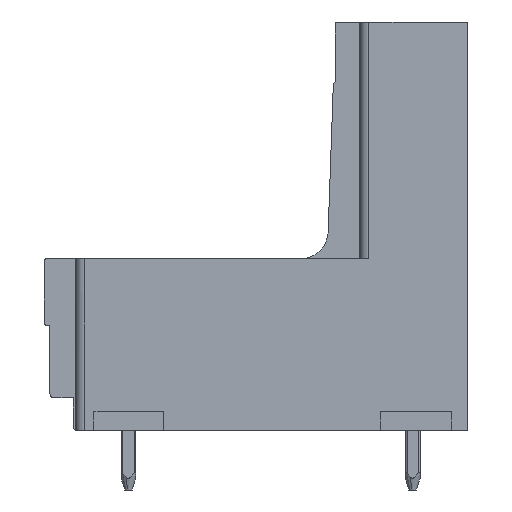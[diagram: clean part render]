
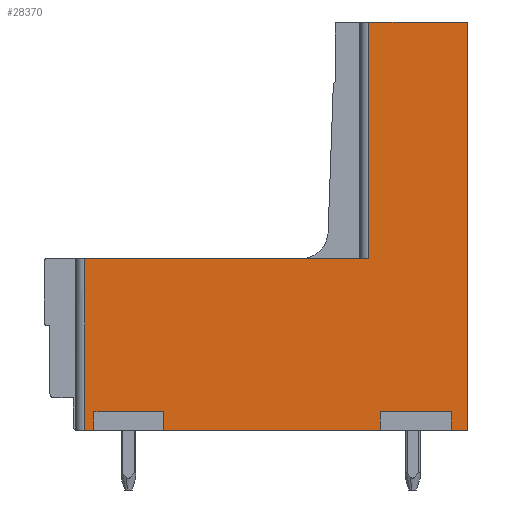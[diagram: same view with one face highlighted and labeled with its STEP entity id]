
A CAD part, left-side view. The second image highlights one B-rep face of the part: STEP entity #28370.
In plain terms, the highlighted planar face has unit normal (-1, 0, 0).
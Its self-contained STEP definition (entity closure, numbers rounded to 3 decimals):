
#28309=AXIS2_PLACEMENT_3D('Plane Axis2P3D',#28306,#28307,#28308) ;
#194=CARTESIAN_POINT('Vertex',(0.,0.,3.2)) ;
#197=CARTESIAN_POINT('Line Origine',(0.,0.435,3.2)) ;
#201=CARTESIAN_POINT('Vertex',(0.,0.87,3.2)) ;
#250=CARTESIAN_POINT('Vertex',(0.,4.69,3.2)) ;
#253=CARTESIAN_POINT('Line Origine',(0.,10.495,3.2)) ;
#257=CARTESIAN_POINT('Vertex',(0.,16.3,3.2)) ;
#278=CARTESIAN_POINT('Vertex',(0.,20.04,3.2)) ;
#281=CARTESIAN_POINT('Line Origine',(0.,20.29,3.2)) ;
#285=CARTESIAN_POINT('Vertex',(0.,20.54,3.2)) ;
#24596=CARTESIAN_POINT('Vertex',(0.,5.3,25.1)) ;
#24599=CARTESIAN_POINT('Line Origine',(0.,2.65,25.1)) ;
#24603=CARTESIAN_POINT('Vertex',(0.,0.,25.1)) ;
#27714=CARTESIAN_POINT('Line Origine',(0.,0.,14.15)) ;
#28226=CARTESIAN_POINT('Line Origine',(0.,20.54,14.15)) ;
#28230=CARTESIAN_POINT('Vertex',(0.,20.54,12.4)) ;
#28291=CARTESIAN_POINT('Vertex',(0.,5.3,12.4)) ;
#28294=CARTESIAN_POINT('Line Origine',(0.,5.3,14.15)) ;
#28306=CARTESIAN_POINT('Axis2P3D Location',(0.,0.,0.)) ;
#28311=CARTESIAN_POINT('Line Origine',(0.,12.92,12.4)) ;
#28316=CARTESIAN_POINT('Line Origine',(0.,20.04,3.7)) ;
#28320=CARTESIAN_POINT('Vertex',(0.,20.04,4.2)) ;
#28323=CARTESIAN_POINT('Line Origine',(0.,18.17,4.2)) ;
#28327=CARTESIAN_POINT('Vertex',(0.,16.3,4.2)) ;
#28330=CARTESIAN_POINT('Line Origine',(0.,16.3,3.7)) ;
#28335=CARTESIAN_POINT('Line Origine',(0.,4.69,3.7)) ;
#28339=CARTESIAN_POINT('Vertex',(0.,4.69,4.2)) ;
#28342=CARTESIAN_POINT('Line Origine',(0.,2.78,4.2)) ;
#28346=CARTESIAN_POINT('Vertex',(0.,0.87,4.2)) ;
#28349=CARTESIAN_POINT('Line Origine',(0.,0.87,3.7)) ;
#198=DIRECTION('Vector Direction',(0.,1.,0.)) ;
#254=DIRECTION('Vector Direction',(0.,1.,0.)) ;
#282=DIRECTION('Vector Direction',(0.,1.,0.)) ;
#24600=DIRECTION('Vector Direction',(0.,-1.,0.)) ;
#27715=DIRECTION('Vector Direction',(0.,0.,-1.)) ;
#28227=DIRECTION('Vector Direction',(0.,0.,1.)) ;
#28295=DIRECTION('Vector Direction',(0.,0.,1.)) ;
#28307=DIRECTION('Axis2P3D Direction',(-1.,0.,0.)) ;
#28308=DIRECTION('Axis2P3D XDirection',(0.,0.,1.)) ;
#28312=DIRECTION('Vector Direction',(0.,-1.,0.)) ;
#28317=DIRECTION('Vector Direction',(0.,0.,-1.)) ;
#28324=DIRECTION('Vector Direction',(0.,-1.,0.)) ;
#28331=DIRECTION('Vector Direction',(0.,0.,1.)) ;
#28336=DIRECTION('Vector Direction',(0.,0.,-1.)) ;
#28343=DIRECTION('Vector Direction',(0.,-1.,0.)) ;
#28350=DIRECTION('Vector Direction',(0.,0.,1.)) ;
#199=VECTOR('Line Direction',#198,1.) ;
#255=VECTOR('Line Direction',#254,1.) ;
#283=VECTOR('Line Direction',#282,1.) ;
#24601=VECTOR('Line Direction',#24600,1.) ;
#27716=VECTOR('Line Direction',#27715,1.) ;
#28228=VECTOR('Line Direction',#28227,1.) ;
#28296=VECTOR('Line Direction',#28295,1.) ;
#28313=VECTOR('Line Direction',#28312,1.) ;
#28318=VECTOR('Line Direction',#28317,1.) ;
#28325=VECTOR('Line Direction',#28324,1.) ;
#28332=VECTOR('Line Direction',#28331,1.) ;
#28337=VECTOR('Line Direction',#28336,1.) ;
#28344=VECTOR('Line Direction',#28343,1.) ;
#28351=VECTOR('Line Direction',#28350,1.) ;
#28355=ORIENTED_EDGE('',*,*,#28315,.F.) ;
#28356=ORIENTED_EDGE('',*,*,#28232,.T.) ;
#28357=ORIENTED_EDGE('',*,*,#287,.T.) ;
#28358=ORIENTED_EDGE('',*,*,#28322,.T.) ;
#28359=ORIENTED_EDGE('',*,*,#28329,.T.) ;
#28360=ORIENTED_EDGE('',*,*,#28334,.T.) ;
#28361=ORIENTED_EDGE('',*,*,#259,.T.) ;
#28362=ORIENTED_EDGE('',*,*,#28341,.T.) ;
#28363=ORIENTED_EDGE('',*,*,#28348,.T.) ;
#28364=ORIENTED_EDGE('',*,*,#28353,.T.) ;
#28365=ORIENTED_EDGE('',*,*,#203,.T.) ;
#28366=ORIENTED_EDGE('',*,*,#27718,.T.) ;
#28367=ORIENTED_EDGE('',*,*,#24605,.T.) ;
#28368=ORIENTED_EDGE('',*,*,#28298,.T.) ;
#28370=ADVANCED_FACE('HOUSING',(#28369),#28310,.T.) ;
#203=EDGE_CURVE('',#202,#195,#200,.F.) ;
#259=EDGE_CURVE('',#258,#251,#256,.F.) ;
#287=EDGE_CURVE('',#286,#279,#284,.F.) ;
#24605=EDGE_CURVE('',#24604,#24597,#24602,.F.) ;
#27718=EDGE_CURVE('',#195,#24604,#27717,.F.) ;
#28232=EDGE_CURVE('',#28231,#286,#28229,.F.) ;
#28298=EDGE_CURVE('',#24597,#28292,#28297,.F.) ;
#28315=EDGE_CURVE('',#28231,#28292,#28314,.T.) ;
#28322=EDGE_CURVE('',#279,#28321,#28319,.F.) ;
#28329=EDGE_CURVE('',#28321,#28328,#28326,.T.) ;
#28334=EDGE_CURVE('',#28328,#258,#28333,.F.) ;
#28341=EDGE_CURVE('',#251,#28340,#28338,.F.) ;
#28348=EDGE_CURVE('',#28340,#28347,#28345,.T.) ;
#28353=EDGE_CURVE('',#28347,#202,#28352,.F.) ;
#28354=EDGE_LOOP('',(#28355,#28356,#28357,#28358,#28359,#28360,#28361,#28362,#28363,#28364,#28365,#28366,#28367,#28368)) ;
#28369=FACE_OUTER_BOUND('',#28354,.T.) ;
#200=LINE('Line',#197,#199) ;
#256=LINE('Line',#253,#255) ;
#284=LINE('Line',#281,#283) ;
#24602=LINE('Line',#24599,#24601) ;
#27717=LINE('Line',#27714,#27716) ;
#28229=LINE('Line',#28226,#28228) ;
#28297=LINE('Line',#28294,#28296) ;
#28314=LINE('Line',#28311,#28313) ;
#28319=LINE('Line',#28316,#28318) ;
#28326=LINE('Line',#28323,#28325) ;
#28333=LINE('Line',#28330,#28332) ;
#28338=LINE('Line',#28335,#28337) ;
#28345=LINE('Line',#28342,#28344) ;
#28352=LINE('Line',#28349,#28351) ;
#28310=PLANE('',#28309) ;
#195=VERTEX_POINT('',#194) ;
#202=VERTEX_POINT('',#201) ;
#251=VERTEX_POINT('',#250) ;
#258=VERTEX_POINT('',#257) ;
#279=VERTEX_POINT('',#278) ;
#286=VERTEX_POINT('',#285) ;
#24597=VERTEX_POINT('',#24596) ;
#24604=VERTEX_POINT('',#24603) ;
#28231=VERTEX_POINT('',#28230) ;
#28292=VERTEX_POINT('',#28291) ;
#28321=VERTEX_POINT('',#28320) ;
#28328=VERTEX_POINT('',#28327) ;
#28340=VERTEX_POINT('',#28339) ;
#28347=VERTEX_POINT('',#28346) ;
